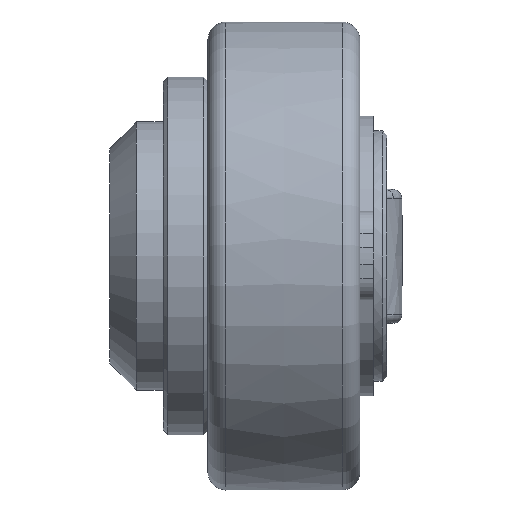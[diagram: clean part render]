
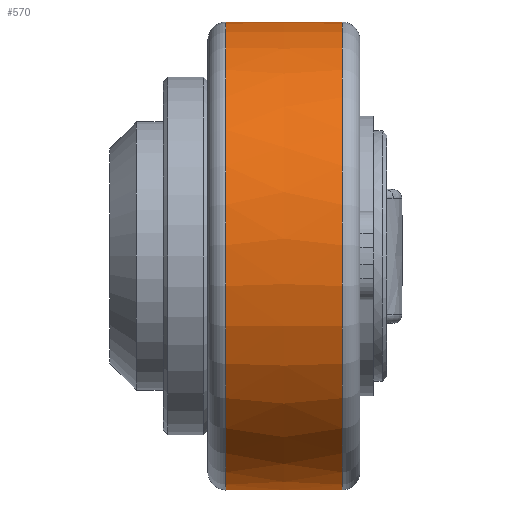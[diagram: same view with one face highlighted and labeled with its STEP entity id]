
A CAD part, front view. The second image highlights one B-rep face of the part: STEP entity #570.
In plain terms, the highlighted free-form (B-spline) face has degree [2, 2] with [3, 9] control points.
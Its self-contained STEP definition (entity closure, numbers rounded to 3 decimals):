
#506=CARTESIAN_POINT('',(12.974,25.012,7.825));
#507=VERTEX_POINT('',#506);
#508=CARTESIAN_POINT('',(12.974,0.,0.));
#509=DIRECTION('',(-1.,0.,0.));
#510=DIRECTION('',(0.,-0.954,-0.299));
#511=AXIS2_PLACEMENT_3D('',#508,#509,#510);
#512=CIRCLE('',#511,26.207);
#513=EDGE_CURVE('',#507,#507,#512,.T.);
#521=CARTESIAN_POINT('',(26.026,7.825,-25.012));
#522=CARTESIAN_POINT('',(19.5,7.85,-25.093));
#523=CARTESIAN_POINT('',(12.974,7.825,-25.012));
#524=CARTESIAN_POINT('',(26.026,32.837,-17.187));
#525=CARTESIAN_POINT('',(19.5,32.944,-17.243));
#526=CARTESIAN_POINT('',(12.974,32.837,-17.187));
#527=CARTESIAN_POINT('',(26.026,25.012,7.825));
#528=CARTESIAN_POINT('',(19.5,25.093,7.85));
#529=CARTESIAN_POINT('',(12.974,25.012,7.825));
#530=CARTESIAN_POINT('',(26.026,17.187,32.837));
#531=CARTESIAN_POINT('',(19.5,17.243,32.944));
#532=CARTESIAN_POINT('',(12.974,17.187,32.837));
#533=CARTESIAN_POINT('',(26.026,-7.825,25.012));
#534=CARTESIAN_POINT('',(19.5,-7.85,25.093));
#535=CARTESIAN_POINT('',(12.974,-7.825,25.012));
#536=CARTESIAN_POINT('',(26.026,-32.837,17.187));
#537=CARTESIAN_POINT('',(19.5,-32.944,17.243));
#538=CARTESIAN_POINT('',(12.974,-32.837,17.187));
#539=CARTESIAN_POINT('',(26.026,-25.012,-7.825));
#540=CARTESIAN_POINT('',(19.5,-25.093,-7.85));
#541=CARTESIAN_POINT('',(12.974,-25.012,-7.825));
#542=CARTESIAN_POINT('',(26.026,-17.187,-32.837));
#543=CARTESIAN_POINT('',(19.5,-17.243,-32.944));
#544=CARTESIAN_POINT('',(12.974,-17.187,-32.837));
#545=CARTESIAN_POINT('',(26.026,7.825,-25.012));
#546=CARTESIAN_POINT('',(19.5,7.85,-25.093));
#547=CARTESIAN_POINT('',(12.974,7.825,-25.012));
#555=(BOUNDED_SURFACE()B_SPLINE_SURFACE(2,2,((#521,#524,#527,#530,#533,#536,#539,#542,#545),(#522,#525,#528,#531,#534,#537,#540,#543,#546),(#523,#526,#529,#532,#535,#538,#541,#544,#547)),.UNSPECIFIED.,.F.,.T.,.U.)B_SPLINE_SURFACE_WITH_KNOTS((3,3),(3,2,2,2,3),(-0.013,0.013),(0.0,1.571,3.142,4.712,6.283),.UNSPECIFIED.)GEOMETRIC_REPRESENTATION_ITEM()RATIONAL_B_SPLINE_SURFACE(((1.0,0.707,1.0,0.707,1.0,0.707,1.0,0.707,1.0),(1.,0.707,1.,0.707,1.,0.707,1.,0.707,1.),(1.0,0.707,1.0,0.707,1.0,0.707,1.0,0.707,1.0)))REPRESENTATION_ITEM('')SURFACE());
#556=CARTESIAN_POINT('',(26.026,25.012,7.825));
#557=VERTEX_POINT('',#556);
#558=CARTESIAN_POINT('',(26.026,0.,0.));
#559=DIRECTION('',(1.,0.,0.));
#560=DIRECTION('',(0.,-0.954,-0.299));
#561=AXIS2_PLACEMENT_3D('',#558,#559,#560);
#562=CIRCLE('',#561,26.207);
#563=EDGE_CURVE('',#557,#557,#562,.T.);
#564=ORIENTED_EDGE('',*,*,#563,.F.);
#565=EDGE_LOOP('',(#564));
#566=FACE_OUTER_BOUND('',#565,.T.);
#567=ORIENTED_EDGE('',*,*,#513,.F.);
#568=EDGE_LOOP('',(#567));
#569=FACE_BOUND('',#568,.T.);
#570=ADVANCED_FACE('',(#566,#569),#555,.T.);
